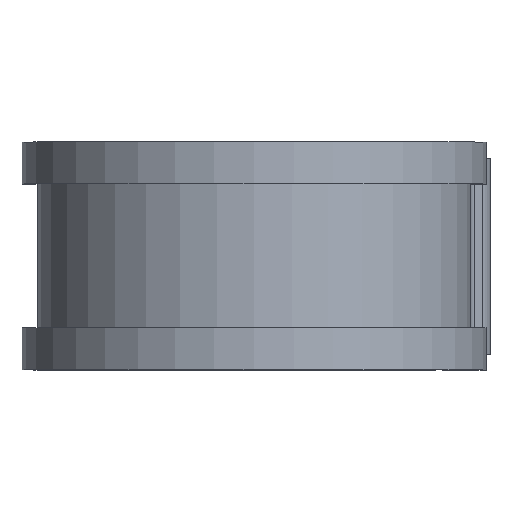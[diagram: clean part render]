
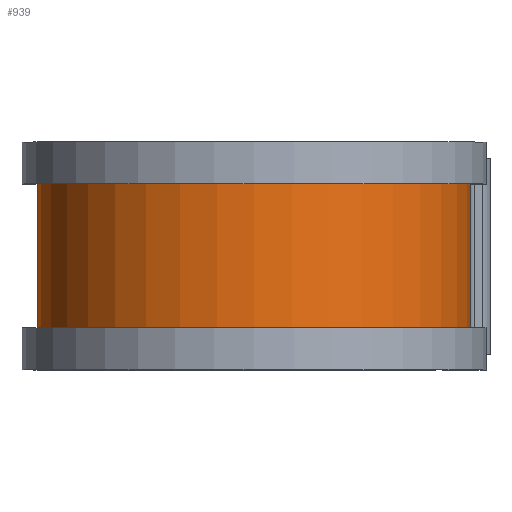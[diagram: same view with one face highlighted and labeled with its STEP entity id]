
A CAD part, top view. The second image highlights one B-rep face of the part: STEP entity #939.
In plain terms, the highlighted cylindrical face has radius 20.993 mm (diameter 41.986 mm), a partial arc.
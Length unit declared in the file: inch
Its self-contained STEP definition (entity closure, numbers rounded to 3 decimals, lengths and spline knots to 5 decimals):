
#33 = VERTEX_POINT ( 'NONE', #1752 ) ;
#75 = DIRECTION ( 'NONE',  ( 0., -1., 0. ) ) ;
#149 = VERTEX_POINT ( 'NONE', #1278 ) ;
#176 = CARTESIAN_POINT ( 'NONE',  ( 0., -0.275, 0. ) ) ;
#199 = CARTESIAN_POINT ( 'NONE',  ( 0., 0.275, 0. ) ) ;
#203 = DIRECTION ( 'NONE',  ( 0., -1., 0. ) ) ;
#208 = CARTESIAN_POINT ( 'NONE',  ( 0.8265, 0.275, 0. ) ) ;
#210 = DIRECTION ( 'NONE',  ( 0., 0., -1. ) ) ;
#311 = DIRECTION ( 'NONE',  ( 0., -1., 0. ) ) ;
#512 = EDGE_CURVE ( 'NONE', #989, #33, #742, .T. ) ;
#671 = AXIS2_PLACEMENT_3D ( 'NONE', #199, #203, #210 ) ;
#690 = EDGE_LOOP ( 'NONE', ( #1097, #1577, #1303, #1316 ) ) ;
#708 = CARTESIAN_POINT ( 'NONE',  ( 0., 0.275, -0.8265 ) ) ;
#742 = LINE ( 'NONE', #1618, #759 ) ;
#759 = VECTOR ( 'NONE', #1528, 39.37008 ) ;
#815 = CIRCLE ( 'NONE', #671, 0.8265 ) ;
#833 = EDGE_CURVE ( 'NONE', #989, #1204, #815, .T. ) ;
#933 = EDGE_CURVE ( 'NONE', #1204, #149, #1414, .T. ) ;
#939 = ADVANCED_FACE ( 'NONE', ( #1617 ), #1572, .T. ) ;
#984 = CIRCLE ( 'NONE', #1554, 0.8265 ) ;
#989 = VERTEX_POINT ( 'NONE', #208 ) ;
#1027 = EDGE_CURVE ( 'NONE', #33, #149, #984, .T. ) ;
#1097 = ORIENTED_EDGE ( 'NONE', *, *, #512, .F. ) ;
#1204 = VERTEX_POINT ( 'NONE', #708 ) ;
#1278 = CARTESIAN_POINT ( 'NONE',  ( 0., -0.275, -0.8265 ) ) ;
#1303 = ORIENTED_EDGE ( 'NONE', *, *, #933, .T. ) ;
#1316 = ORIENTED_EDGE ( 'NONE', *, *, #1027, .F. ) ;
#1387 = DIRECTION ( 'NONE',  ( 0., 0., -1. ) ) ;
#1414 = LINE ( 'NONE', #1551, #1426 ) ;
#1426 = VECTOR ( 'NONE', #311, 39.37008 ) ;
#1466 = AXIS2_PLACEMENT_3D ( 'NONE', #1501, #75, #1387 ) ;
#1501 = CARTESIAN_POINT ( 'NONE',  ( 0., 0.375, 0. ) ) ;
#1528 = DIRECTION ( 'NONE',  ( 0., -1., 0. ) ) ;
#1545 = DIRECTION ( 'NONE',  ( 0., 0., -1. ) ) ;
#1551 = CARTESIAN_POINT ( 'NONE',  ( 0., 0.375, -0.8265 ) ) ;
#1554 = AXIS2_PLACEMENT_3D ( 'NONE', #176, #1719, #1545 ) ;
#1572 = CYLINDRICAL_SURFACE ( 'NONE', #1466, 0.8265 ) ;
#1577 = ORIENTED_EDGE ( 'NONE', *, *, #833, .T. ) ;
#1617 = FACE_OUTER_BOUND ( 'NONE', #690, .T. ) ;
#1618 = CARTESIAN_POINT ( 'NONE',  ( 0.8265, 0.375, 0. ) ) ;
#1719 = DIRECTION ( 'NONE',  ( 0., -1., 0. ) ) ;
#1752 = CARTESIAN_POINT ( 'NONE',  ( 0.8265, -0.275, 0. ) ) ;
